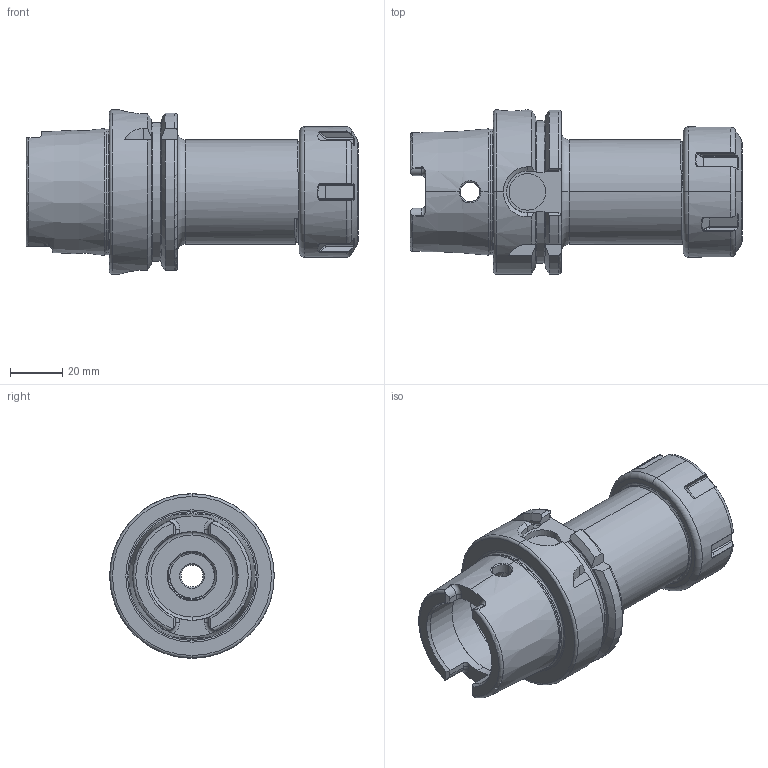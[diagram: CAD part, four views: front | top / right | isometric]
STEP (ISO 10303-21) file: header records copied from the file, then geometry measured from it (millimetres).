
FILE_DESCRIPTION (( 'STEP AP203' ), '1' );
FILE_NAME ('A63.02.20.STEP', '2016-11-26T03:15:30', ( '' ), ( '' ), 'SwSTEP 2.0', 'SolidWorks 2012', '' );
FILE_SCHEMA (( 'CONFIG_CONTROL_DESIGN' ));
Length unit declared in the file: millimetre
Products named in the file (3): 2-01.100.0320230C7_ER32螺帽(六溝); A63.02.20
Assembly tree (2 placements, depth 2):
  A63.02.20
    A63.02.20
    2-01.100.0320230C7_ER32螺帽(六溝)
Bounding box: 127.28 x 63 x 63 mm (x, y, z)
Volume: 148608.1 mm3; surface area: 45901 mm2
Topology: 2 solids, 2 shells, 427 faces, 1090 edges, 672 vertices
Faces by surface type: cylinder 154, plane 100, bspline 82, torus 59, cone 32
Entity records: 32776 total; most frequent: CARTESIAN_POINT 23529, ORIENTED_EDGE 2176, DIRECTION 1474, EDGE_CURVE 1088, VERTEX_POINT 672, AXIS2_PLACEMENT_3D 580, EDGE_LOOP 442, ADVANCED_FACE 427
